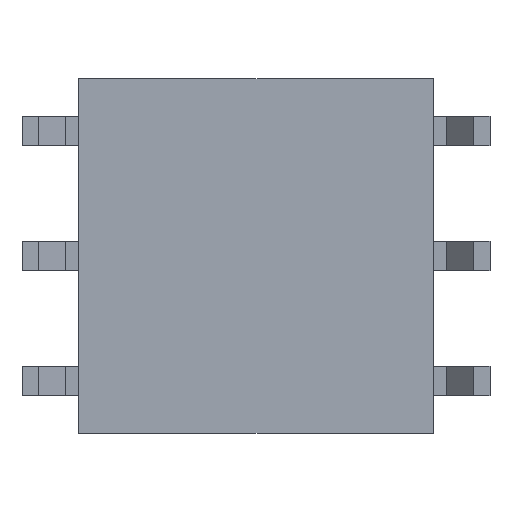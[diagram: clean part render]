
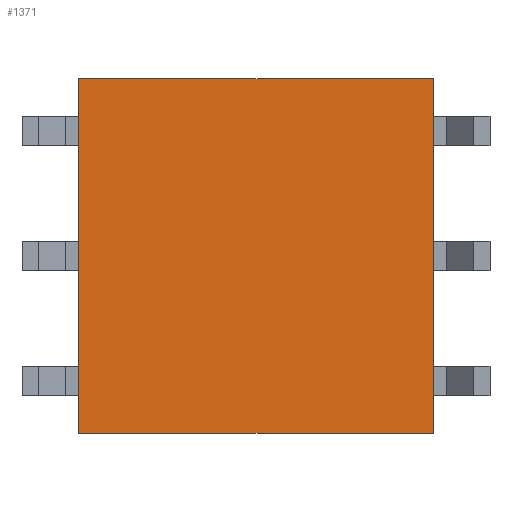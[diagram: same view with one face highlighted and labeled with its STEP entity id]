
A CAD part, front view. The second image highlights one B-rep face of the part: STEP entity #1371.
In plain terms, the highlighted planar face has unit normal (0, -1, 0).
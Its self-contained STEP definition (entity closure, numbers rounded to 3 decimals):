
#37 = ORIENTED_EDGE ( 'NONE', *, *, #1484, .T. ) ;
#106 = FACE_OUTER_BOUND ( 'NONE', #1198, .T. ) ;
#141 = EDGE_CURVE ( 'NONE', #852, #3022, #2493, .T. ) ;
#312 = VERTEX_POINT ( 'NONE', #2672 ) ;
#353 = DIRECTION ( 'NONE',  ( 0., -1., 0. ) ) ;
#394 = DIRECTION ( 'NONE',  ( 1., 0., 0. ) ) ;
#417 = VECTOR ( 'NONE', #432, 1000. ) ;
#432 = DIRECTION ( 'NONE',  ( 0., 0., -1. ) ) ;
#525 = LINE ( 'NONE', #1665, #2313 ) ;
#768 = AXIS2_PLACEMENT_3D ( 'NONE', #1508, #353, #1978 ) ;
#852 = VERTEX_POINT ( 'NONE', #2633 ) ;
#913 = VECTOR ( 'NONE', #2955, 1000. ) ;
#982 = LINE ( 'NONE', #1071, #913 ) ;
#1025 = LINE ( 'NONE', #1352, #417 ) ;
#1032 = VERTEX_POINT ( 'NONE', #3034 ) ;
#1071 = CARTESIAN_POINT ( 'NONE',  ( -3.6, 0., -3.6 ) ) ;
#1198 = EDGE_LOOP ( 'NONE', ( #2937, #37, #2945, #2200 ) ) ;
#1283 = PLANE ( 'NONE',  #768 ) ;
#1352 = CARTESIAN_POINT ( 'NONE',  ( 3.6, 0., 3.6 ) ) ;
#1371 = ADVANCED_FACE ( 'NONE', ( #106 ), #1283, .T. ) ;
#1484 = EDGE_CURVE ( 'NONE', #312, #1032, #982, .T. ) ;
#1508 = CARTESIAN_POINT ( 'NONE',  ( 0., 0., 0. ) ) ;
#1665 = CARTESIAN_POINT ( 'NONE',  ( -3.6, 0., 3.6 ) ) ;
#1851 = EDGE_CURVE ( 'NONE', #3022, #1032, #1025, .T. ) ;
#1978 = DIRECTION ( 'NONE',  ( 0., 0., -1. ) ) ;
#1995 = VECTOR ( 'NONE', #394, 1000. ) ;
#2009 = CARTESIAN_POINT ( 'NONE',  ( -3.6, 0., 3.6 ) ) ;
#2057 = EDGE_CURVE ( 'NONE', #852, #312, #525, .T. ) ;
#2135 = DIRECTION ( 'NONE',  ( 0., 0., -1. ) ) ;
#2200 = ORIENTED_EDGE ( 'NONE', *, *, #141, .F. ) ;
#2313 = VECTOR ( 'NONE', #2135, 1000. ) ;
#2493 = LINE ( 'NONE', #2009, #1995 ) ;
#2633 = CARTESIAN_POINT ( 'NONE',  ( -3.6, 0., 3.6 ) ) ;
#2672 = CARTESIAN_POINT ( 'NONE',  ( -3.6, 0., -3.6 ) ) ;
#2772 = CARTESIAN_POINT ( 'NONE',  ( 3.6, 0., 3.6 ) ) ;
#2937 = ORIENTED_EDGE ( 'NONE', *, *, #2057, .T. ) ;
#2945 = ORIENTED_EDGE ( 'NONE', *, *, #1851, .F. ) ;
#2955 = DIRECTION ( 'NONE',  ( 1., 0., 0. ) ) ;
#3022 = VERTEX_POINT ( 'NONE', #2772 ) ;
#3034 = CARTESIAN_POINT ( 'NONE',  ( 3.6, 0., -3.6 ) ) ;
